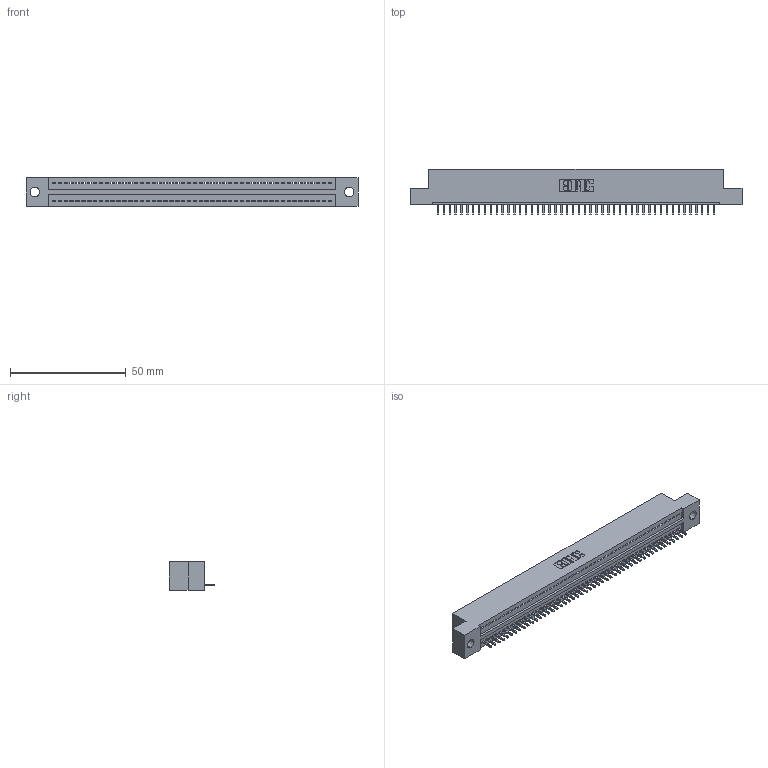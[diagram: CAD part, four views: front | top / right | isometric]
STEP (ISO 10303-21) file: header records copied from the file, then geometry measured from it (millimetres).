
FILE_DESCRIPTION (( 'STEP AP203' ), '1' );
FILE_NAME ('325-048-520-109.STEP', '2020-02-24T23:23:12', ( '' ), ( '' ), 'SwSTEP 2.0', 'SolidWorks 2016', '' );
FILE_SCHEMA (( 'CONFIG_CONTROL_DESIGN' ));
Length unit declared in the file: inch
Products named in the file (3): 325-292-001_325-293-120; 325-048-520-109; 325 Part_.160 TH
Assembly tree (49 placements, depth 2):
  325-048-520-109
    325 Part_.160 TH
    325-292-001_325-293-120  x48
Bounding box: 143.64 x 19.68 x 12.45 mm (x, y, z)
Volume: 17927.1 mm3; surface area: 19078.2 mm2
Topology: 49 solids, 49 shells, 2898 faces, 8759 edges, 5774 vertices
Faces by surface type: plane 2086, cylinder 812
Entity records: 28589 total; most frequent: CARTESIAN_POINT 4938, ORIENTED_EDGE 4922, DIRECTION 4153, EDGE_CURVE 2461, VECTOR 2333, LINE 2333, VERTEX_POINT 1638, AXIS2_PLACEMENT_3D 910
